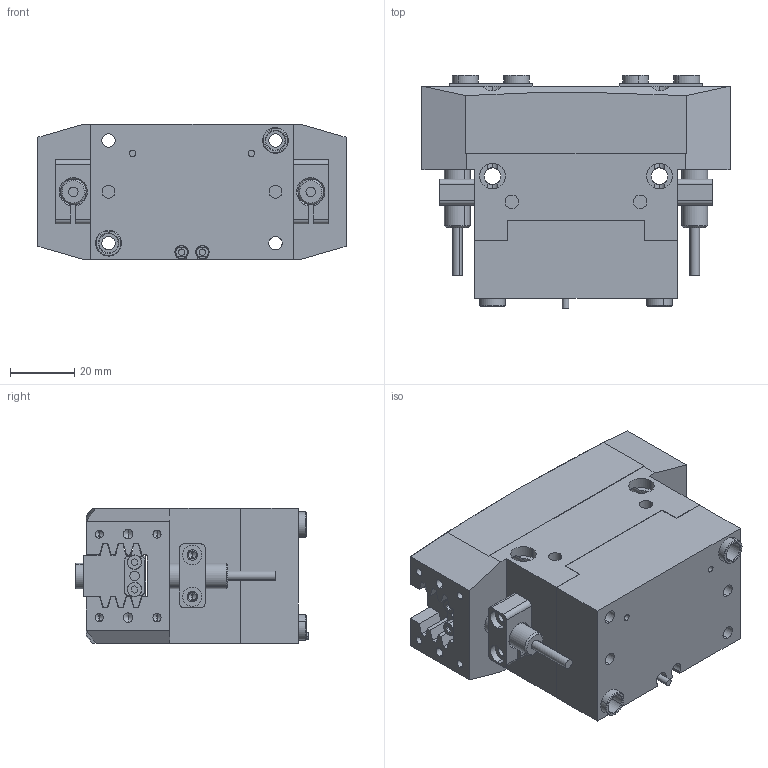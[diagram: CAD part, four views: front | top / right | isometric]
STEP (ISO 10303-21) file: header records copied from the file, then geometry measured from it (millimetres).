
FILE_DESCRIPTION (( 'STEP AP203' ), '1' );
FILE_NAME ('FR36-96-NC.STEP', '2025-05-06T06:32:18', ( 'USER-' ), ( 'Microsoft' ), 'SwSTEP 2.0', 'SolidWorks 2018', '' );
FILE_SCHEMA (( 'CONFIG_CONTROL_DESIGN' ));
Length unit declared in the file: millimetre
Products named in the file (13): 笢猾啣ㄗ蜊ㄘ; 16x8-R1.5; 苤覜聆假蚾璃; FR36-96-NC-02 赻坶晊扥极; FR36-96-NC; 电容传感器8x23接近开关; P-GS-T-01 諉輪羲壽標厥釱; 揤輸蚾饜极; ﾏ擎ﾗ8｡ﾁ6｡ﾁ6; 棠羲換覜ん; 内六角圆柱头螺钉[GBT70_1-2008][M2.5×8]_M2.5×8; 褲极; 賑輸
Assembly tree (23 placements, depth 3):
  FR36-96-NC
    褲极
    賑輸  x2
    笢猾啣ㄗ蜊ㄘ
    ﾏ擎ﾗ8｡ﾁ6｡ﾁ6  x6
    揤輸蚾饜极  x2
      内六角圆柱头螺钉[GBT70_1-2008][M2.5×8]_M2.5×8
      苤覜聆假蚾璃
    16x8-R1.5
    电容传感器8x23接近开关  x2
    P-GS-T-01 諉輪羲壽標厥釱  x2
    棠羲換覜ん  x2
    FR36-96-NC-02 赻坶晊扥极
Bounding box: 96 x 72.81 x 42.1 mm (x, y, z)
Volume: 192363.3 mm3; surface area: 63788.9 mm2
Topology: 24 solids, 28 shells, 1312 faces, 3397 edges, 2176 vertices
Faces by surface type: plane 592, cylinder 389, cone 160, bspline 155, torus 16
Entity records: 38918 total; most frequent: CARTESIAN_POINT 12519, ORIENTED_EDGE 5328, DIRECTION 4737, EDGE_CURVE 2664, VERTEX_POINT 1754, VECTOR 1653, LINE 1653, AXIS2_PLACEMENT_3D 1542
